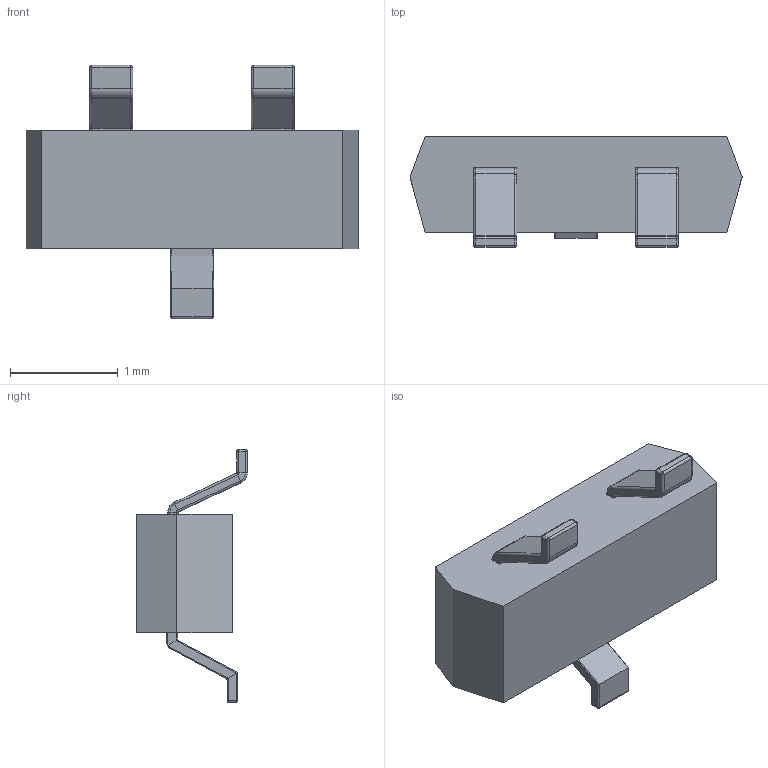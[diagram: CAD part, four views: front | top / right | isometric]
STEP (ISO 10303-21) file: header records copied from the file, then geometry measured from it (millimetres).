
FILE_DESCRIPTION(/* description */ (''),/* implementation_level */ '2;1');
FILE_NAME(/* name */ 'Transistor-sot-23.step',/* time_stamp */ '2019-08-27T14:47:56-05:00',/* author */ (''),/* organization */ (''),/* preprocessor_version */ 'ST-DEVELOPER v18',/* originating_system */ 'Autodesk Translation Framework v8.6.0.1094',/* authorisation */ '');
FILE_SCHEMA (('AUTOMOTIVE_DESIGN { 1 0 10303 214 3 1 1 }'));
Length unit declared in the file: millimetre
Products named in the file (1): (Unsaved)
Bounding box: 3.08 x 1.03 x 2.35 mm (x, y, z)
Volume: 3 mm3; surface area: 16.7 mm2
Topology: 3 solids, 3 shells, 166 faces, 414 edges, 252 vertices
Faces by surface type: plane 74, cylinder 56, bspline 20, sphere 8, torus 8
Entity records: 6711 total; most frequent: CARTESIAN_POINT 2717, ORIENTED_EDGE 796, DIRECTION 783, EDGE_CURVE 398, AXIS2_PLACEMENT_3D 285, VERTEX_POINT 250, LINE 213, VECTOR 213
